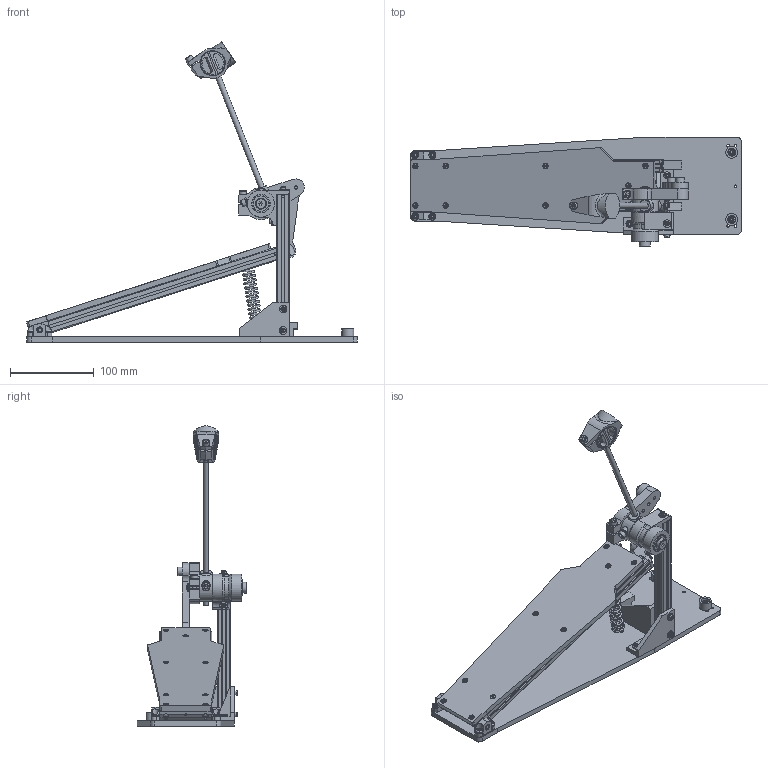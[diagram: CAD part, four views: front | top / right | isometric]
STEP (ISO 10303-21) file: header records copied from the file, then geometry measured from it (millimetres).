
FILE_DESCRIPTION(/* description */ ('STEP AP242','CAx-IF Rec.Pracs.---Representation and Presentation of Product Manufacturing Information (PMI)---4.0---2014-10-13','CAx-IF Rec.Pracs.---3D Tessellated Geometry---0.4---2014-09-14','2;1'),/* implementation_level */ '2;1');
FILE_NAME(/* name */ '615b2799f449245f1db7aca6',/* time_stamp */ '2021-10-04T16:11:08+00:00',/* author */ (''),/* organization */ (''),/* preprocessor_version */ 'ST-DEVELOPER v18.1',/* originating_system */ ' ',/* authorisation */ ' ');
FILE_SCHEMA (('AP242_MANAGED_MODEL_BASED_3D_ENGINEERING_MIM_LF { 1 0 10303 442 1 1 4 }'));
Length unit declared in the file: metre
Products named in the file (47): Main Assembly; DP - Link; Assembly Shaft <1>; Beater Rotate; DP - Shaft - Module; Hex socket head cap screw M5x0.80 x 25; DP - Shaft Module - Rigid; Beater - Shaft; Beater; Layout Shaft <1>; Shoulder Screw; HF0608 Needle Bearing; Prevailing torque nut M6x1.00; Assembly Board <1>; Hex socket countersunk head screw M3x0.5 x 10; Hex socket head cap screw M3x0.50 x 10; DP - Frame Tube - Floor; DP - Spring - Top Holder; BD - Link Base; T-Slot Bolt Assembly <1>; Plain washer large grade A M3; Hex nut grade A & B M3x0.5; T-Slot Bolt Assembly <3>; T-Slot Bolt Assembly <2>; BD - Heel Shaft Base; DP - Board; Layout Board <1>; Dowel Pin; Assembly Frame <1>; DP - Spring; #8 x 3/8 Thread-Forming Screws; Unthreaded Bumper; BD - Base; DP - Bearing Mount; T-Slot Bolt Assembly <4>; DP - Board Tube; T-Slot Bolt Assembly <6>; DP - Strengthener Length; T-Slot Bolt Assembly <5>; Layout Frame <1> ...
Assembly tree (106 placements, depth 4):
  Main Assembly
    DP - Link
    Assembly Shaft <1>
      Beater Rotate  x2
      DP - Shaft - Module
      Hex socket head cap screw M5x0.80 x 25  x3
      DP - Shaft Module - Rigid
      Beater - Shaft
      Beater
      Layout Shaft <1>
        Shoulder Screw
        HF0608 Needle Bearing
        Shoulder Screw
        Prevailing torque nut M6x1.00
    Assembly Board <1>
      Hex socket countersunk head screw M3x0.5 x 10  x9
      Hex socket head cap screw M3x0.50 x 10  x2
      DP - Frame Tube - Floor  x2
      DP - Spring - Top Holder
      BD - Link Base
      T-Slot Bolt Assembly <1>
        Plain washer large grade A M3
        Hex nut grade A & B M3x0.5
        Hex socket head cap screw M3x0.50 x 10
      T-Slot Bolt Assembly <3>
        Hex socket head cap screw M3x0.50 x 10
        Plain washer large grade A M3
        Hex nut grade A & B M3x0.5
      T-Slot Bolt Assembly <2>
        Plain washer large grade A M3
        Hex socket head cap screw M3x0.50 x 10
        Hex nut grade A & B M3x0.5
      BD - Heel Shaft Base
      DP - Board
      Layout Board <1>
        Dowel Pin
        HF0608 Needle Bearing
        Shoulder Screw
    Assembly Frame <1>
      DP - Spring
      Hex socket countersunk head screw M3x0.5 x 10  x3
      #8 x 3/8 Thread-Forming Screws  x10
      Hex nut grade A & B M3x0.5  x2
      Unthreaded Bumper  x2
      BD - Base
      DP - Bearing Mount
      T-Slot Bolt Assembly <4>
        Hex socket head cap screw M3x0.50 x 10
        Plain washer large grade A M3
        Hex nut grade A & B M3x0.5
      DP - Board Tube
      DP - Spring - Top Holder
      T-Slot Bolt Assembly <6>
        Plain washer large grade A M3
        Hex nut grade A & B M3x0.5
        Hex socket head cap screw M3x0.50 x 10
      T-Slot Bolt Assembly <1>
        Plain washer large grade A M3
        Hex socket head cap screw M3x0.50 x 10
        Hex nut grade A & B M3x0.5
Bounding box: 394.38 x 130.7 x 357.83 mm (x, y, z)
Volume: 685106.3 mm3; surface area: 332244.7 mm2
Topology: 91 solids, 91 shells, 2495 faces, 6589 edges, 4334 vertices
Faces by surface type: cylinder 1093, plane 943, cone 350, torus 94, bspline 15
Full cylindrical faces by diameter (mm): 2.459 x11, 2.5 x8, 2.75 x9, 3 x23, 3.149 x4, 3.174 x10, 3.4 x19, 3.429 x1, 3.5 x4, 3.571 x2, 4.167 x3, 4.2 x3, 4.286 x1, 4.3 x1, 4.5 x8, 4.763 x2, 4.917 x1, 5 x6, 5.5 x13, 5.54 x12, 6 x12, 6.35 x2, 6.5 x2, 7 x4, 8 x4, 8.179 x10, 8.5 x3, 9 x9, 9.525 x2, 10 x9
Entity records: 43081 total; most frequent: CARTESIAN_POINT 11742, DIRECTION 6277, ORIENTED_EDGE 6154, EDGE_CURVE 3077, AXIS2_PLACEMENT_3D 2466, VERTEX_POINT 2136, FACE_BOUND 1557, EDGE_LOOP 1552
